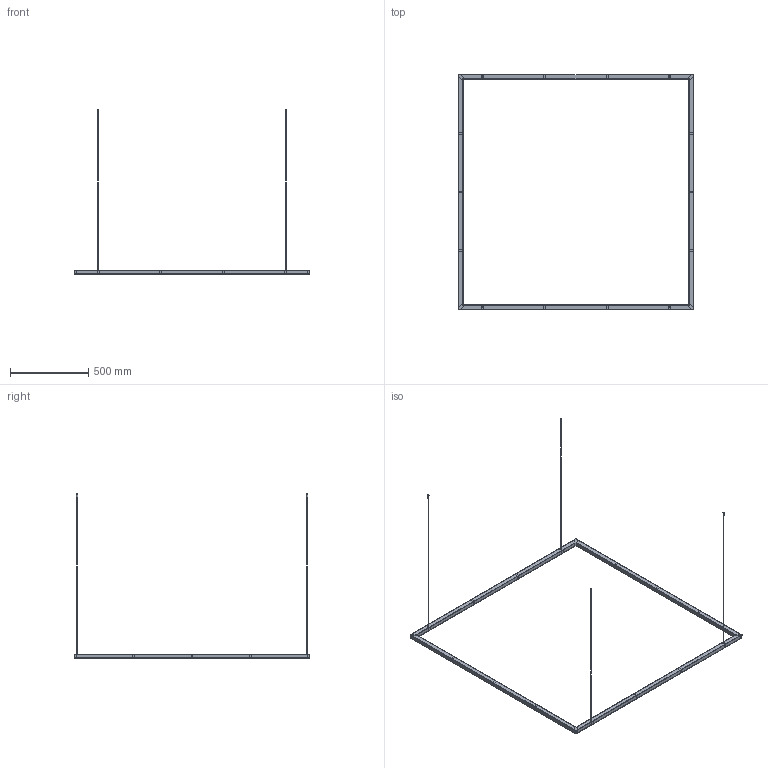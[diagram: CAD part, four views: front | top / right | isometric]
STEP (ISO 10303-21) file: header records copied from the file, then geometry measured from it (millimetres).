
FILE_DESCRIPTION(/* description */ (''),/* implementation_level */ '2;1');
FILE_NAME(/* name */ 'Oleant_CU150_Cube_Up_150.stp',/* time_stamp */ '2022-04-16T04:41:31+02:00',/* author */ ('Omnitek 2000'),/* organization */ (''),/* preprocessor_version */ 'ST-DEVELOPER v18',/* originating_system */ 'Autodesk Inventor 2020',/* authorisation */ '');
FILE_SCHEMA (('AUTOMOTIVE_DESIGN { 1 0 10303 214 3 1 1 }'));
Length unit declared in the file: millimetre
Products named in the file (5): olala; frame; frame_1; cable; ceiling_mount
Assembly tree (10 placements, depth 2):
  olala
    frame
    frame_1
    cable  x4
    ceiling_mount  x4
Bounding box: 1500 x 1500 x 1049.5 mm (x, y, z)
Volume: 4537196.4 mm3; surface area: 1546554.1 mm2
Topology: 10 solids, 10 shells, 194 faces, 408 edges, 264 vertices
Faces by surface type: plane 138, cylinder 40, sphere 8, torus 8
Full cylindrical faces by diameter (mm): 1.2 x4, 3 x4, 4 x4, 9 x4, 11 x4
Entity records: 4550 total; most frequent: DIRECTION 752, CARTESIAN_POINT 744, ORIENTED_EDGE 696, EDGE_CURVE 348, LINE 292, VECTOR 292, AXIS2_PLACEMENT_3D 230, VERTEX_POINT 222
